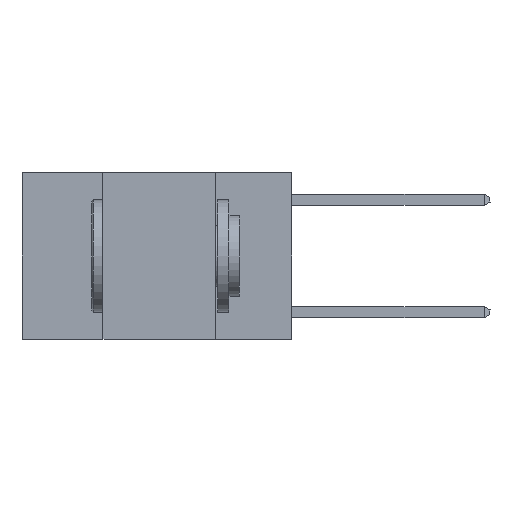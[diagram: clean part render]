
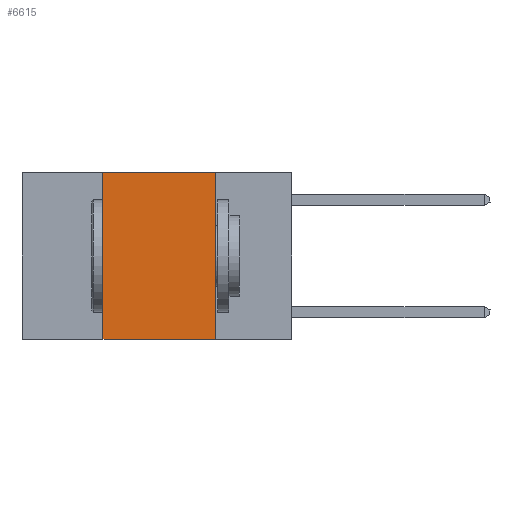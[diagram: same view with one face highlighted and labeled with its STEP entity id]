
A CAD part, left-side view. The second image highlights one B-rep face of the part: STEP entity #6615.
In plain terms, the highlighted planar face has unit normal (-1, 0, 0).
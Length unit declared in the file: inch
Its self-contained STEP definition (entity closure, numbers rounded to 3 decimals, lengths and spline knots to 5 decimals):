
#923 = ORIENTED_EDGE ( 'NONE', *, *, #11802, .F. ) ;
#1125 = ORIENTED_EDGE ( 'NONE', *, *, #18615, .F. ) ;
#1283 = ORIENTED_EDGE ( 'NONE', *, *, #12927, .F. ) ;
#1403 = ORIENTED_EDGE ( 'NONE', *, *, #20794, .T. ) ;
#2438 = LINE ( 'NONE', #21414, #6471 ) ;
#2656 = VECTOR ( 'NONE', #7858, 39.37008 ) ;
#3448 = VECTOR ( 'NONE', #15175, 39.37008 ) ;
#5014 = CARTESIAN_POINT ( 'NONE',  ( 0., 0.6, -0.37 ) ) ;
#5153 = VERTEX_POINT ( 'NONE', #20325 ) ;
#5896 = CARTESIAN_POINT ( 'NONE',  ( 0., 0.17, 0. ) ) ;
#6471 = VECTOR ( 'NONE', #19973, 39.37008 ) ;
#6615 = ADVANCED_FACE ( 'NONE', ( #8199 ), #18117, .F. ) ;
#6934 = EDGE_LOOP ( 'NONE', ( #923, #1125, #1283, #1403 ) ) ;
#7227 = LINE ( 'NONE', #12978, #2656 ) ;
#7342 = VERTEX_POINT ( 'NONE', #14995 ) ;
#7557 = VECTOR ( 'NONE', #16024, 39.37008 ) ;
#7858 = DIRECTION ( 'NONE',  ( 0., 0., 1. ) ) ;
#8199 = FACE_OUTER_BOUND ( 'NONE', #6934, .T. ) ;
#8234 = CARTESIAN_POINT ( 'NONE',  ( 0., 0.6, 0. ) ) ;
#9958 = DIRECTION ( 'NONE',  ( 1., 0., 0. ) ) ;
#10396 = VERTEX_POINT ( 'NONE', #16661 ) ;
#11177 = AXIS2_PLACEMENT_3D ( 'NONE', #8234, #9958, #21221 ) ;
#11802 = EDGE_CURVE ( 'NONE', #21290, #5153, #2438, .T. ) ;
#12927 = EDGE_CURVE ( 'NONE', #7342, #10396, #7227, .T. ) ;
#12978 = CARTESIAN_POINT ( 'NONE',  ( 0., 0.42, 0. ) ) ;
#14995 = CARTESIAN_POINT ( 'NONE',  ( 0., 0.42, -0.37 ) ) ;
#15175 = DIRECTION ( 'NONE',  ( 0., -1., 0. ) ) ;
#16024 = DIRECTION ( 'NONE',  ( 0., -1., 0. ) ) ;
#16397 = LINE ( 'NONE', #19176, #7557 ) ;
#16661 = CARTESIAN_POINT ( 'NONE',  ( 0., 0.42, 0. ) ) ;
#16803 = LINE ( 'NONE', #5014, #3448 ) ;
#18117 = PLANE ( 'NONE',  #11177 ) ;
#18615 = EDGE_CURVE ( 'NONE', #10396, #21290, #16397, .T. ) ;
#19176 = CARTESIAN_POINT ( 'NONE',  ( 0., 0.6, 0. ) ) ;
#19973 = DIRECTION ( 'NONE',  ( 0., 0., -1. ) ) ;
#20325 = CARTESIAN_POINT ( 'NONE',  ( 0., 0.17, -0.37 ) ) ;
#20794 = EDGE_CURVE ( 'NONE', #7342, #5153, #16803, .T. ) ;
#21221 = DIRECTION ( 'NONE',  ( 0., 0., -1. ) ) ;
#21290 = VERTEX_POINT ( 'NONE', #5896 ) ;
#21414 = CARTESIAN_POINT ( 'NONE',  ( 0., 0.17, 0. ) ) ;
